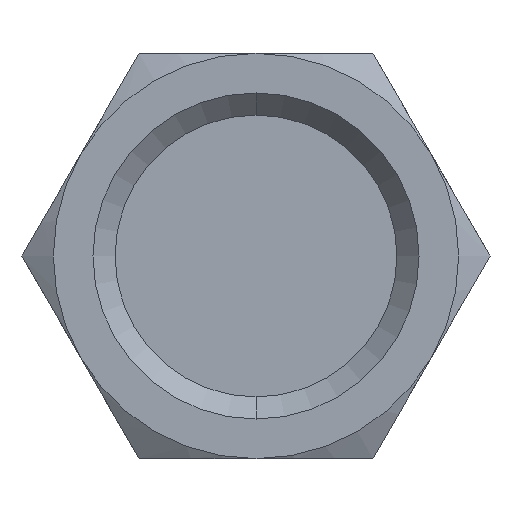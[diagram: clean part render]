
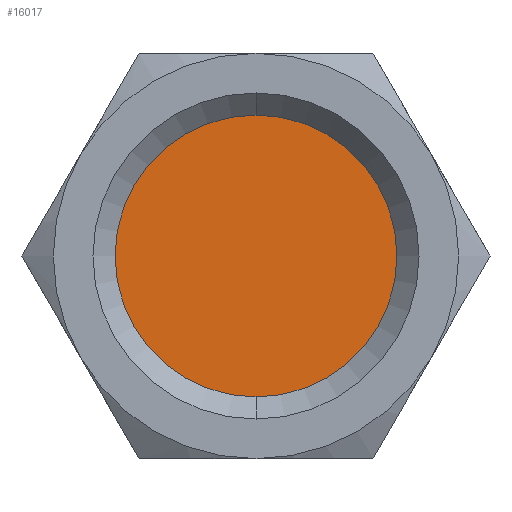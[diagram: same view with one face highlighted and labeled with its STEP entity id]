
A CAD part, front view. The second image highlights one B-rep face of the part: STEP entity #16017.
In plain terms, the highlighted planar face has unit normal (0, -1, 0).
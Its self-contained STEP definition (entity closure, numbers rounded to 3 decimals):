
#176 = CIRCLE ( 'NONE', #10330, 7.65 ) ;
#249 = CIRCLE ( 'NONE', #10360, 7.65 ) ;
#767 = CARTESIAN_POINT ( 'NONE',  ( 0., 2.035, 0. ) ) ;
#769 = DIRECTION ( 'NONE',  ( 0., 1., 0. ) ) ;
#771 = DIRECTION ( 'NONE',  ( 0., 0., -1. ) ) ;
#1441 = CARTESIAN_POINT ( 'NONE',  ( 0., 2.035, 0. ) ) ;
#1442 = DIRECTION ( 'NONE',  ( 0., 1., 0. ) ) ;
#1443 = DIRECTION ( 'NONE',  ( 0., 0., -1. ) ) ;
#1850 = FACE_OUTER_BOUND ( 'NONE', #10886, .T. ) ;
#4842 = AXIS2_PLACEMENT_3D ( 'NONE', #19595, #19596, #19597 ) ;
#10330 = AXIS2_PLACEMENT_3D ( 'NONE', #767, #769, #771 ) ;
#10360 = AXIS2_PLACEMENT_3D ( 'NONE', #1441, #1442, #1443 ) ;
#10758 = ORIENTED_EDGE ( 'NONE', *, *, #18246, .F. ) ;
#10759 = ORIENTED_EDGE ( 'NONE', *, *, #20983, .F. ) ;
#10776 = VERTEX_POINT ( 'NONE', #19371 ) ;
#10783 = VERTEX_POINT ( 'NONE', #19378 ) ;
#10886 = EDGE_LOOP ( 'NONE', ( #10758, #10759 ) ) ;
#16017 = ADVANCED_FACE ( 'NONE', ( #1850 ), #19587, .T. ) ;
#18246 = EDGE_CURVE ( 'NONE', #10776, #10783, #176, .T. ) ;
#19371 = CARTESIAN_POINT ( 'NONE',  ( 0., 2.035, -7.65 ) ) ;
#19378 = CARTESIAN_POINT ( 'NONE',  ( 0., 2.035, 7.65 ) ) ;
#19587 = PLANE ( 'NONE',  #4842 ) ;
#19595 = CARTESIAN_POINT ( 'NONE',  ( 0., 2.035, 0. ) ) ;
#19596 = DIRECTION ( 'NONE',  ( 0., -1., 0. ) ) ;
#19597 = DIRECTION ( 'NONE',  ( 0., 0., -1. ) ) ;
#20983 = EDGE_CURVE ( 'NONE', #10783, #10776, #249, .T. ) ;
